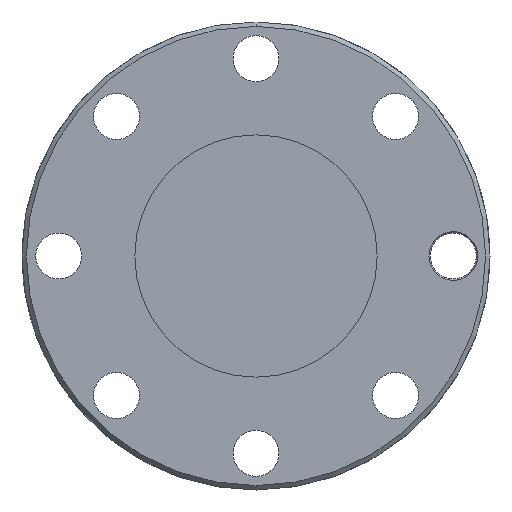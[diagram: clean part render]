
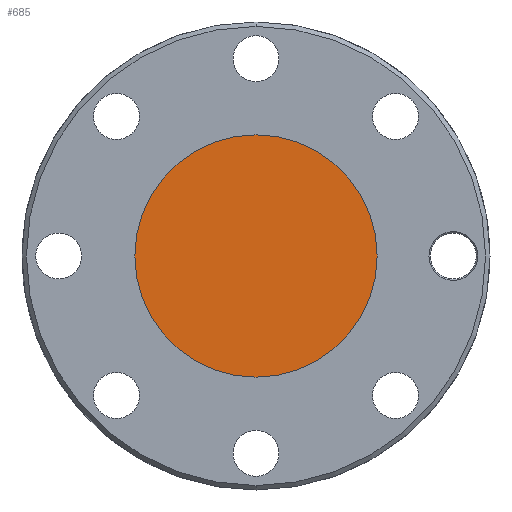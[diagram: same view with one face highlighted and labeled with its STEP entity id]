
A CAD part, front view. The second image highlights one B-rep face of the part: STEP entity #685.
In plain terms, the highlighted planar face has unit normal (0, -1, 0).
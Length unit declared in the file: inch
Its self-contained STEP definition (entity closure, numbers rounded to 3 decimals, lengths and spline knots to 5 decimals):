
#297 = DIRECTION ( 'NONE',  ( -0.547, 0., 0.837 ) ) ;
#309 = VERTEX_POINT ( 'NONE', #1538 ) ;
#324 = ORIENTED_EDGE ( 'NONE', *, *, #1378, .T. ) ;
#379 = DIRECTION ( 'NONE',  ( 0., -1., 0. ) ) ;
#497 = ORIENTED_EDGE ( 'NONE', *, *, #1367, .T. ) ;
#596 = DIRECTION ( 'NONE',  ( 0., 0., -1. ) ) ;
#607 = CARTESIAN_POINT ( 'NONE',  ( 0., 0.15, 0. ) ) ;
#685 = ADVANCED_FACE ( 'NONE', ( #1227 ), #1967, .T. ) ;
#1025 = AXIS2_PLACEMENT_3D ( 'NONE', #1159, #379, #596 ) ;
#1159 = CARTESIAN_POINT ( 'NONE',  ( 0., 0.15, 0. ) ) ;
#1227 = FACE_OUTER_BOUND ( 'NONE', #1862, .T. ) ;
#1367 = EDGE_CURVE ( 'NONE', #1641, #309, #1380, .T. ) ;
#1378 = EDGE_CURVE ( 'NONE', #309, #1641, #1723, .T. ) ;
#1380 = CIRCLE ( 'NONE', #1850, 0.875 ) ;
#1499 = DIRECTION ( 'NONE',  ( 0., 0., -1. ) ) ;
#1538 = CARTESIAN_POINT ( 'NONE',  ( 0., 0.15, -0.875 ) ) ;
#1554 = AXIS2_PLACEMENT_3D ( 'NONE', #607, #1817, #297 ) ;
#1641 = VERTEX_POINT ( 'NONE', #1758 ) ;
#1668 = DIRECTION ( 'NONE',  ( 0., -1., 0. ) ) ;
#1723 = CIRCLE ( 'NONE', #1025, 0.875 ) ;
#1758 = CARTESIAN_POINT ( 'NONE',  ( 0., 0.15, 0.875 ) ) ;
#1815 = CARTESIAN_POINT ( 'NONE',  ( 0., 0.15, 0. ) ) ;
#1817 = DIRECTION ( 'NONE',  ( 0., -1., 0. ) ) ;
#1850 = AXIS2_PLACEMENT_3D ( 'NONE', #1815, #1668, #1499 ) ;
#1862 = EDGE_LOOP ( 'NONE', ( #324, #497 ) ) ;
#1967 = PLANE ( 'NONE',  #1554 ) ;
